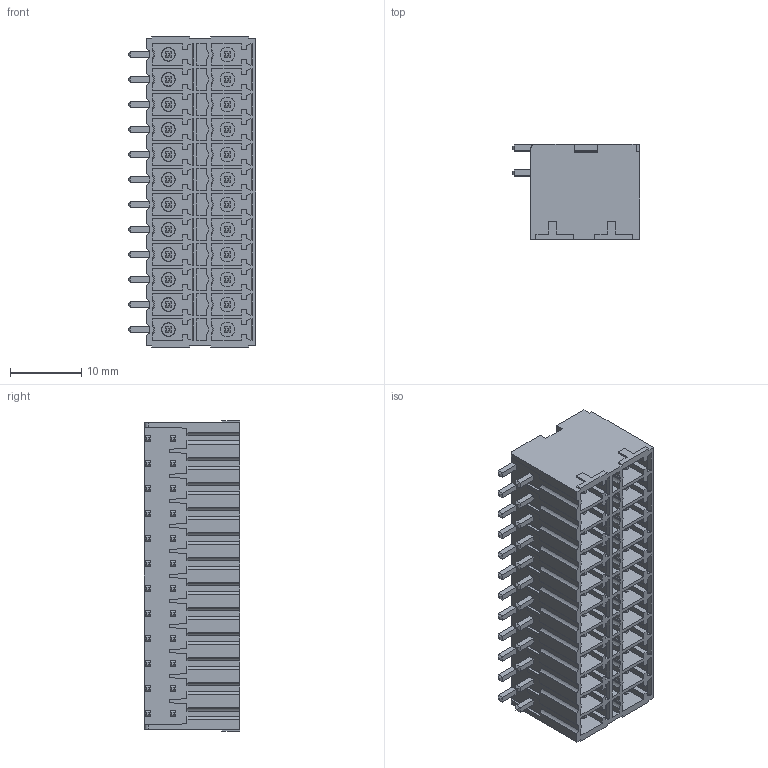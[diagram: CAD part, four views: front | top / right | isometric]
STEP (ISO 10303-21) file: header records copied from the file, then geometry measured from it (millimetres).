
FILE_DESCRIPTION((''),'2;1');
FILE_NAME('TLPHDC-007R-1','2024-09-14T10:22:47',('sheji109'),(''),'CREO PARAMETRIC BY PTC INC, 2018100','CREO PARAMETRIC BY PTC INC, 2018100','');
FILE_SCHEMA(('AUTOMOTIVE_DESIGN { 1 0 10303 214 1 1 1 1 }'));
Length unit declared in the file: millimetre
Products named in the file (1): TLPHDC-007R-1
Bounding box: 17.8 x 13.3 x 43.4 mm (x, y, z)
Volume: 5879.4 mm3; surface area: 7623.1 mm2
Topology: 1 solids, 1 shells, 1326 faces, 3456 edges, 2240 vertices
Faces by surface type: plane 1180, cylinder 98, cone 48
Entity records: 40018 total; most frequent: CARTESIAN_POINT 7268, ORIENTED_EDGE 6912, DIRECTION 6324, EDGE_CURVE 3456, VECTOR 3140, LINE 3140, VERTEX_POINT 2240, AXIS2_PLACEMENT_3D 1592
